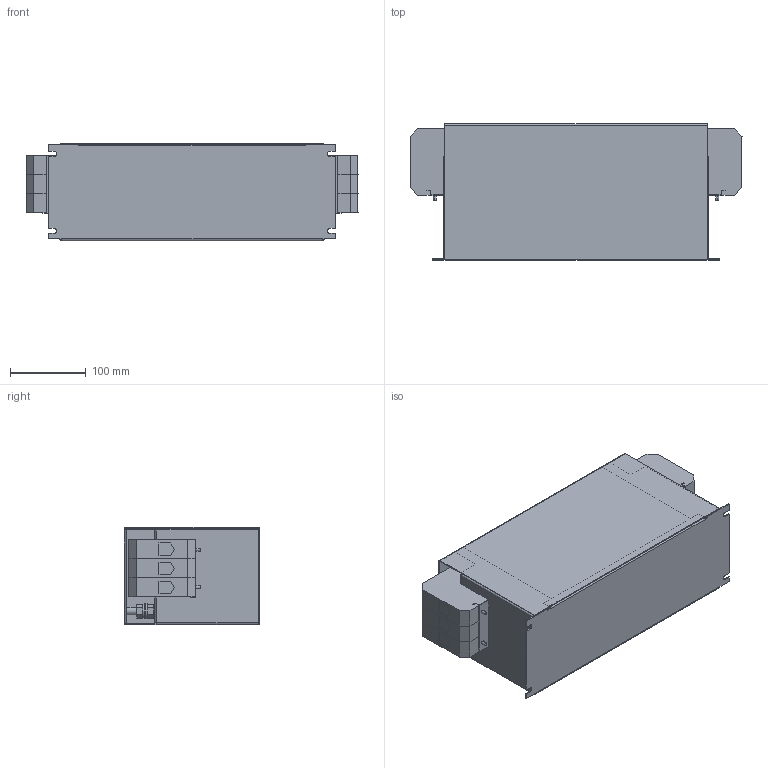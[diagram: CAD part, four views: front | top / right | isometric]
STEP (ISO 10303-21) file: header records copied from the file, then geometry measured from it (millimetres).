
FILE_DESCRIPTION (( 'STEP AP214' ), '1' );
FILE_NAME ('303675.STEP', '2020-09-25T08:36:57', ( '' ), ( '' ), 'SwSTEP 2.0', 'SolidWorks 2018', '' );
FILE_SCHEMA (( 'AUTOMOTIVE_DESIGN' ));
Length unit declared in the file: millimetre
Products named in the file (1): 303675
Bounding box: 439.6 x 180 x 129 mm (x, y, z)
Volume: 1401774.5 mm3; surface area: 577443.6 mm2
Topology: 1 solids, 1 shells, 692 faces, 1708 edges, 1044 vertices
Faces by surface type: plane 568, cylinder 100, bspline 24
Entity records: 20102 total; most frequent: CARTESIAN_POINT 3985, ORIENTED_EDGE 3416, DIRECTION 3190, EDGE_CURVE 1708, LINE 1364, VECTOR 1364, VERTEX_POINT 1044, AXIS2_PLACEMENT_3D 913
